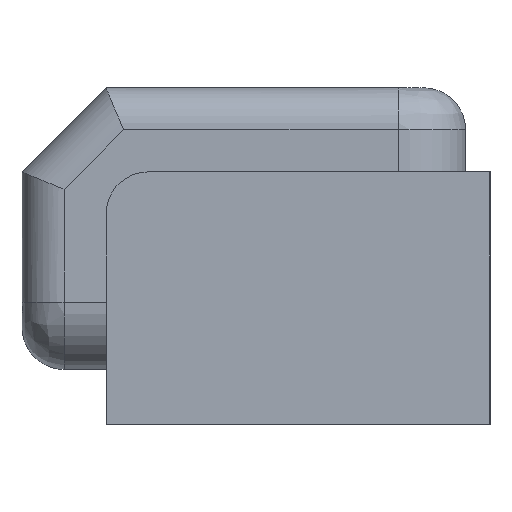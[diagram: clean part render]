
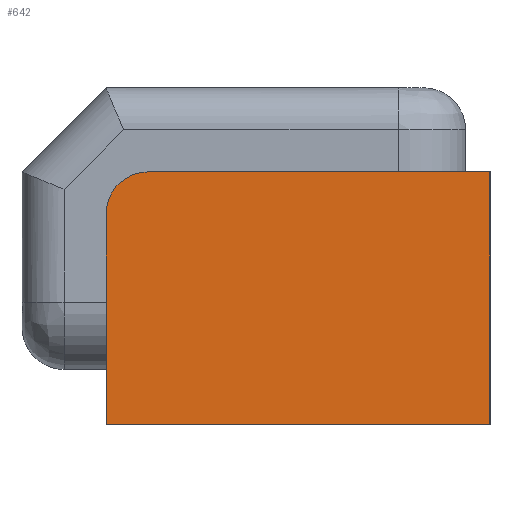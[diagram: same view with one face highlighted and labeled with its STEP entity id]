
A CAD part, left-side view. The second image highlights one B-rep face of the part: STEP entity #642.
In plain terms, the highlighted planar face has unit normal (-1, 0, 0).
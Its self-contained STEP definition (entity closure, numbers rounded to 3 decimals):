
#70=FACE_OUTER_BOUND('',#107,.T.);
#107=EDGE_LOOP('',(#562,#563,#564,#565,#566));
#133=CIRCLE('',#699,0.5);
#178=LINE('',#1071,#241);
#190=LINE('',#1096,#253);
#193=LINE('',#1104,#256);
#194=LINE('',#1105,#257);
#241=VECTOR('',#852,10.);
#253=VECTOR('',#876,10.);
#256=VECTOR('',#885,10.);
#257=VECTOR('',#886,10.);
#305=VERTEX_POINT('',#1068);
#306=VERTEX_POINT('',#1070);
#309=VERTEX_POINT('',#1080);
#313=VERTEX_POINT('',#1095);
#315=VERTEX_POINT('',#1103);
#386=EDGE_CURVE('',#306,#305,#178,.F.);
#392=EDGE_CURVE('',#309,#305,#133,.T.);
#399=EDGE_CURVE('',#313,#306,#190,.F.);
#403=EDGE_CURVE('',#315,#309,#193,.T.);
#404=EDGE_CURVE('',#313,#315,#194,.T.);
#562=ORIENTED_EDGE('',*,*,#392,.F.);
#563=ORIENTED_EDGE('',*,*,#403,.F.);
#564=ORIENTED_EDGE('',*,*,#404,.F.);
#565=ORIENTED_EDGE('',*,*,#399,.T.);
#566=ORIENTED_EDGE('',*,*,#386,.T.);
#605=PLANE('',#705);
#642=ADVANCED_FACE('',(#70),#605,.T.);
#699=AXIS2_PLACEMENT_3D('',#1082,#862,#863);
#705=AXIS2_PLACEMENT_3D('',#1102,#883,#884);
#852=DIRECTION('',(0.,-1.,0.));
#862=DIRECTION('center_axis',(1.,0.,0.));
#863=DIRECTION('ref_axis',(0.,0.707,0.707));
#876=DIRECTION('',(0.,0.,-1.));
#883=DIRECTION('center_axis',(-1.,0.,0.));
#884=DIRECTION('ref_axis',(0.,0.,
1.));
#885=DIRECTION('',(0.,0.,1.));
#886=DIRECTION('',(0.,1.,0.));
#1068=CARTESIAN_POINT('',(151.336,-40.821,4.8));
#1070=CARTESIAN_POINT('',(151.336,-44.886,4.8));
#1071=CARTESIAN_POINT('',(151.336,-46.386,4.8));
#1080=CARTESIAN_POINT('',(151.336,-40.321,4.3));
#1082=CARTESIAN_POINT('Origin',(151.336,-40.821,4.3));
#1095=CARTESIAN_POINT('',(151.336,-44.886,1.8));
#1096=CARTESIAN_POINT('',(151.336,-44.886,2.45));
#1102=CARTESIAN_POINT('Origin',(151.336,-46.386,2.45));
#1103=CARTESIAN_POINT('',(151.336,-40.321,1.8));
#1104=CARTESIAN_POINT('',(151.336,-40.321,2.45));
#1105=CARTESIAN_POINT('',(151.336,-46.386,1.8));
